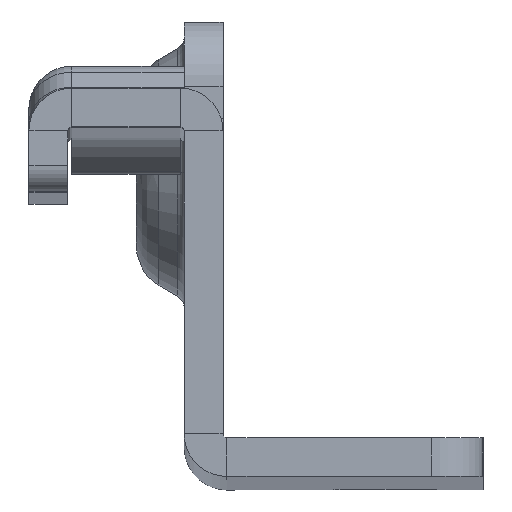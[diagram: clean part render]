
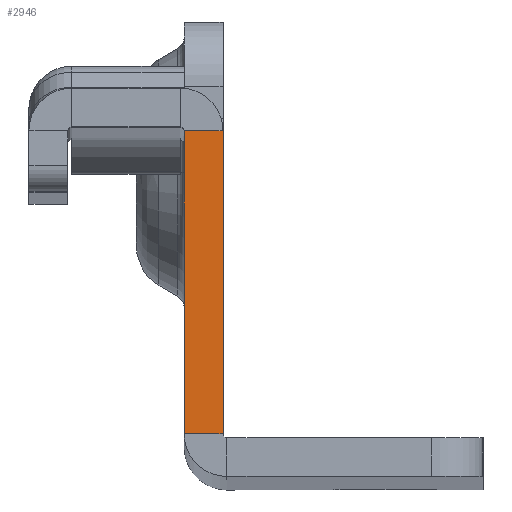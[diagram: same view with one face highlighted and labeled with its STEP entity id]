
A CAD part, top view. The second image highlights one B-rep face of the part: STEP entity #2946.
In plain terms, the highlighted planar face has unit normal (0, 0, 1).
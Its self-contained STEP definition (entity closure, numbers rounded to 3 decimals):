
#44 = VECTOR ( 'NONE', #3343, 1000. ) ;
#50 = CARTESIAN_POINT ( 'NONE',  ( 3., 29.091, 0. ) ) ;
#73 = DIRECTION ( 'NONE',  ( -1., 0., 0. ) ) ;
#109 = LINE ( 'NONE', #2951, #2692 ) ;
#155 = DIRECTION ( 'NONE',  ( -1., 0., 0. ) ) ;
#190 = EDGE_CURVE ( 'NONE', #713, #1132, #563, .T. ) ;
#555 = VERTEX_POINT ( 'NONE', #4178 ) ;
#563 = LINE ( 'NONE', #3150, #3195 ) ;
#640 = CARTESIAN_POINT ( 'NONE',  ( 3., 29.091, 0. ) ) ;
#713 = VERTEX_POINT ( 'NONE', #640 ) ;
#793 = CARTESIAN_POINT ( 'NONE',  ( 0., 29.091, 0. ) ) ;
#956 = ORIENTED_EDGE ( 'NONE', *, *, #190, .F. ) ;
#1026 = LINE ( 'NONE', #3018, #44 ) ;
#1066 = DIRECTION ( 'NONE',  ( 0., -1., 0. ) ) ;
#1132 = VERTEX_POINT ( 'NONE', #2968 ) ;
#1204 = DIRECTION ( 'NONE',  ( 0., -1., 0. ) ) ;
#1825 = DIRECTION ( 'NONE',  ( 0., 0., -1. ) ) ;
#2453 = ORIENTED_EDGE ( 'NONE', *, *, #2516, .T. ) ;
#2493 = ORIENTED_EDGE ( 'NONE', *, *, #2841, .T. ) ;
#2516 = EDGE_CURVE ( 'NONE', #713, #4084, #3300, .T. ) ;
#2692 = VECTOR ( 'NONE', #1066, 1000. ) ;
#2764 = PLANE ( 'NONE',  #3302 ) ;
#2841 = EDGE_CURVE ( 'NONE', #555, #1132, #1026, .T. ) ;
#2882 = EDGE_CURVE ( 'NONE', #4084, #555, #109, .T. ) ;
#2946 = ADVANCED_FACE ( 'NONE', ( #3365 ), #2764, .F. ) ;
#2951 = CARTESIAN_POINT ( 'NONE',  ( 0., -16., 0. ) ) ;
#2968 = CARTESIAN_POINT ( 'NONE',  ( 3., 5.69, 0. ) ) ;
#3018 = CARTESIAN_POINT ( 'NONE',  ( 3., 5.69, 0. ) ) ;
#3127 = CARTESIAN_POINT ( 'NONE',  ( 3., -16., 0. ) ) ;
#3150 = CARTESIAN_POINT ( 'NONE',  ( 3., -16., 0. ) ) ;
#3195 = VECTOR ( 'NONE', #1204, 1000. ) ;
#3300 = LINE ( 'NONE', #50, #4048 ) ;
#3302 = AXIS2_PLACEMENT_3D ( 'NONE', #3127, #1825, #155 ) ;
#3343 = DIRECTION ( 'NONE',  ( 1., 0., 0. ) ) ;
#3365 = FACE_OUTER_BOUND ( 'NONE', #3506, .T. ) ;
#3506 = EDGE_LOOP ( 'NONE', ( #4128, #2493, #956, #2453 ) ) ;
#4048 = VECTOR ( 'NONE', #73, 1000. ) ;
#4084 = VERTEX_POINT ( 'NONE', #793 ) ;
#4128 = ORIENTED_EDGE ( 'NONE', *, *, #2882, .T. ) ;
#4178 = CARTESIAN_POINT ( 'NONE',  ( 0., 5.69, 0. ) ) ;
